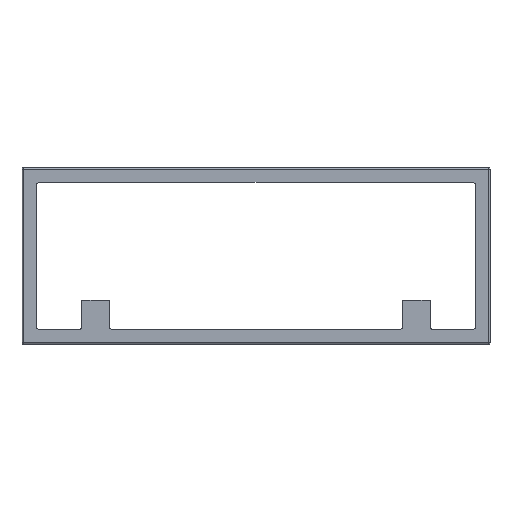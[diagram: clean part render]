
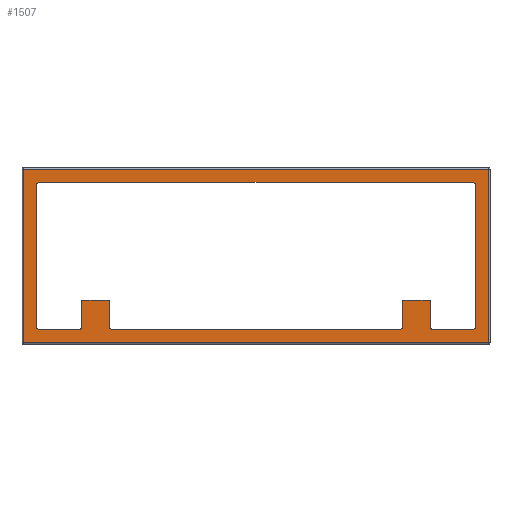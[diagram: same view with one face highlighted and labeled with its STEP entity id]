
A CAD part, top view. The second image highlights one B-rep face of the part: STEP entity #1507.
In plain terms, the highlighted planar face has unit normal (0, 0, 1).
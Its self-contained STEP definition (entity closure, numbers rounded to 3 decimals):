
#15=FACE_BOUND('',#472,.T.);
#27=PLANE('',#1615);
#73=LINE('',#2326,#201);
#77=LINE('',#2342,#205);
#79=LINE('',#2345,#207);
#81=LINE('',#2348,#209);
#85=LINE('',#2357,#213);
#86=LINE('',#2359,#214);
#87=LINE('',#2361,#215);
#88=LINE('',#2365,#216);
#89=LINE('',#2369,#217);
#90=LINE('',#2371,#218);
#91=LINE('',#2373,#219);
#92=LINE('',#2377,#220);
#93=LINE('',#2381,#221);
#94=LINE('',#2385,#222);
#95=LINE('',#2389,#223);
#96=LINE('',#2393,#224);
#201=VECTOR('',#1821,10.);
#205=VECTOR('',#1839,10.);
#207=VECTOR('',#1843,10.);
#209=VECTOR('',#1847,10.);
#213=VECTOR('',#1857,10.);
#214=VECTOR('',#1858,10.);
#215=VECTOR('',#1859,10.);
#216=VECTOR('',#1862,10.);
#217=VECTOR('',#1865,10.);
#218=VECTOR('',#1866,10.);
#219=VECTOR('',#1867,10.);
#220=VECTOR('',#1870,10.);
#221=VECTOR('',#1873,10.);
#222=VECTOR('',#1876,10.);
#223=VECTOR('',#1879,10.);
#224=VECTOR('',#1882,10.);
#381=FACE_OUTER_BOUND('',#471,.T.);
#471=EDGE_LOOP('',(#1085,#1086,#1087,#1088));
#472=EDGE_LOOP('',(#1089,#1090,#1091,#1092,#1093,#1094,#1095,#1096,#1097,
#1098,#1099,#1100,#1101,#1102,#1103,#1104,#1105,#1106,#1107,#1108));
#573=CIRCLE('',#1616,2.);
#574=CIRCLE('',#1617,2.);
#575=CIRCLE('',#1618,2.);
#576=CIRCLE('',#1619,2.);
#577=CIRCLE('',#1620,2.);
#578=CIRCLE('',#1621,2.);
#579=CIRCLE('',#1622,2.);
#580=CIRCLE('',#1623,2.);
#658=VERTEX_POINT('',#2288);
#663=VERTEX_POINT('',#2301);
#668=VERTEX_POINT('',#2314);
#673=VERTEX_POINT('',#2330);
#677=VERTEX_POINT('',#2355);
#678=VERTEX_POINT('',#2356);
#679=VERTEX_POINT('',#2358);
#680=VERTEX_POINT('',#2360);
#681=VERTEX_POINT('',#2362);
#682=VERTEX_POINT('',#2364);
#683=VERTEX_POINT('',#2366);
#684=VERTEX_POINT('',#2368);
#685=VERTEX_POINT('',#2370);
#686=VERTEX_POINT('',#2372);
#687=VERTEX_POINT('',#2374);
#688=VERTEX_POINT('',#2376);
#689=VERTEX_POINT('',#2378);
#690=VERTEX_POINT('',#2380);
#691=VERTEX_POINT('',#2382);
#692=VERTEX_POINT('',#2384);
#693=VERTEX_POINT('',#2386);
#694=VERTEX_POINT('',#2388);
#695=VERTEX_POINT('',#2390);
#696=VERTEX_POINT('',#2392);
#823=EDGE_CURVE('',#658,#668,#73,.T.);
#831=EDGE_CURVE('',#668,#673,#77,.T.);
#833=EDGE_CURVE('',#673,#663,#79,.T.);
#835=EDGE_CURVE('',#663,#658,#81,.T.);
#839=EDGE_CURVE('',#677,#678,#85,.T.);
#840=EDGE_CURVE('',#678,#679,#86,.T.);
#841=EDGE_CURVE('',#679,#680,#87,.T.);
#842=EDGE_CURVE('',#680,#681,#573,.T.);
#843=EDGE_CURVE('',#681,#682,#88,.T.);
#844=EDGE_CURVE('',#682,#683,#574,.T.);
#845=EDGE_CURVE('',#683,#684,#89,.T.);
#846=EDGE_CURVE('',#684,#685,#90,.T.);
#847=EDGE_CURVE('',#685,#686,#91,.T.);
#848=EDGE_CURVE('',#686,#687,#575,.T.);
#849=EDGE_CURVE('',#687,#688,#92,.T.);
#850=EDGE_CURVE('',#688,#689,#576,.T.);
#851=EDGE_CURVE('',#689,#690,#93,.T.);
#852=EDGE_CURVE('',#690,#691,#577,.T.);
#853=EDGE_CURVE('',#691,#692,#94,.T.);
#854=EDGE_CURVE('',#692,#693,#578,.T.);
#855=EDGE_CURVE('',#693,#694,#95,.T.);
#856=EDGE_CURVE('',#694,#695,#579,.T.);
#857=EDGE_CURVE('',#695,#696,#96,.T.);
#858=EDGE_CURVE('',#696,#677,#580,.T.);
#1085=ORIENTED_EDGE('',*,*,#823,.F.);
#1086=ORIENTED_EDGE('',*,*,#835,.F.);
#1087=ORIENTED_EDGE('',*,*,#833,.F.);
#1088=ORIENTED_EDGE('',*,*,#831,.F.);
#1089=ORIENTED_EDGE('',*,*,#839,.T.);
#1090=ORIENTED_EDGE('',*,*,#840,.T.);
#1091=ORIENTED_EDGE('',*,*,#841,.T.);
#1092=ORIENTED_EDGE('',*,*,#842,.T.);
#1093=ORIENTED_EDGE('',*,*,#843,.T.);
#1094=ORIENTED_EDGE('',*,*,#844,.T.);
#1095=ORIENTED_EDGE('',*,*,#845,.T.);
#1096=ORIENTED_EDGE('',*,*,#846,.T.);
#1097=ORIENTED_EDGE('',*,*,#847,.T.);
#1098=ORIENTED_EDGE('',*,*,#848,.T.);
#1099=ORIENTED_EDGE('',*,*,#849,.T.);
#1100=ORIENTED_EDGE('',*,*,#850,.T.);
#1101=ORIENTED_EDGE('',*,*,#851,.T.);
#1102=ORIENTED_EDGE('',*,*,#852,.T.);
#1103=ORIENTED_EDGE('',*,*,#853,.T.);
#1104=ORIENTED_EDGE('',*,*,#854,.T.);
#1105=ORIENTED_EDGE('',*,*,#855,.T.);
#1106=ORIENTED_EDGE('',*,*,#856,.T.);
#1107=ORIENTED_EDGE('',*,*,#857,.T.);
#1108=ORIENTED_EDGE('',*,*,#858,.T.);
#1507=ADVANCED_FACE('',(#381,#15),#27,.T.);
#1615=AXIS2_PLACEMENT_3D('',#2354,#1855,#1856);
#1616=AXIS2_PLACEMENT_3D('',#2363,#1860,#1861);
#1617=AXIS2_PLACEMENT_3D('',#2367,#1863,#1864);
#1618=AXIS2_PLACEMENT_3D('',#2375,#1868,#1869);
#1619=AXIS2_PLACEMENT_3D('',#2379,#1871,#1872);
#1620=AXIS2_PLACEMENT_3D('',#2383,#1874,#1875);
#1621=AXIS2_PLACEMENT_3D('',#2387,#1877,#1878);
#1622=AXIS2_PLACEMENT_3D('',#2391,#1880,#1881);
#1623=AXIS2_PLACEMENT_3D('',#2394,#1883,#1884);
#1821=DIRECTION('',(1.,0.,0.));
#1839=DIRECTION('',(0.,-1.,0.));
#1843=DIRECTION('',(-1.,0.,0.));
#1847=DIRECTION('',(0.,1.,0.));
#1855=DIRECTION('center_axis',(0.,0.,1.));
#1856=DIRECTION('ref_axis',(1.,0.,0.));
#1857=DIRECTION('',(0.,1.,0.));
#1858=DIRECTION('',(-1.,0.,0.));
#1859=DIRECTION('',(0.,-1.,0.));
#1860=DIRECTION('center_axis',(0.,0.,-1.));
#1861=DIRECTION('ref_axis',(0.707,-0.707,0.));
#1862=DIRECTION('',(-1.,0.,0.));
#1863=DIRECTION('center_axis',(0.,0.,-1.));
#1864=DIRECTION('ref_axis',(-0.707,-0.707,0.));
#1865=DIRECTION('',(0.,1.,0.));
#1866=DIRECTION('',(-1.,0.,0.));
#1867=DIRECTION('',(0.,-1.,0.));
#1868=DIRECTION('center_axis',(0.,0.,-1.));
#1869=DIRECTION('ref_axis',(0.707,-0.707,0.));
#1870=DIRECTION('',(-1.,0.,0.));
#1871=DIRECTION('center_axis',(0.,0.,-1.));
#1872=DIRECTION('ref_axis',(-0.707,-0.707,0.));
#1873=DIRECTION('',(0.,1.,0.));
#1874=DIRECTION('center_axis',(0.,0.,-1.));
#1875=DIRECTION('ref_axis',(-0.707,0.707,0.));
#1876=DIRECTION('',(1.,0.,0.));
#1877=DIRECTION('center_axis',(0.,0.,-1.));
#1878=DIRECTION('ref_axis',(0.707,0.707,0.));
#1879=DIRECTION('',(0.,-1.,0.));
#1880=DIRECTION('center_axis',(0.,0.,-1.));
#1881=DIRECTION('ref_axis',(0.707,-0.707,0.));
#1882=DIRECTION('',(-1.,0.,0.));
#1883=DIRECTION('center_axis',(0.,0.,-1.));
#1884=DIRECTION('ref_axis',(-0.707,-0.707,0.));
#2288=CARTESIAN_POINT('',(-9.,9.,9.2));
#2301=CARTESIAN_POINT('',(-9.,-104.25,9.2));
#2314=CARTESIAN_POINT('',(294.75,9.,9.2));
#2326=CARTESIAN_POINT('',(271.7,9.,9.2));
#2330=CARTESIAN_POINT('',(294.75,-104.25,9.2));
#2342=CARTESIAN_POINT('',(294.75,-95.488,9.2));
#2345=CARTESIAN_POINT('',(118.825,-104.25,9.2));
#2348=CARTESIAN_POINT('',(-9.,-37.863,9.2));
#2354=CARTESIAN_POINT('Origin',(247.65,-85.725,9.2));
#2355=CARTESIAN_POINT('',(256.7,-93.725,9.2));
#2356=CARTESIAN_POINT('',(256.7,-76.675,9.2));
#2357=CARTESIAN_POINT('',(256.7,-95.25,9.2));
#2358=CARTESIAN_POINT('',(238.6,-76.675,9.2));
#2359=CARTESIAN_POINT('',(251.913,-76.675,9.2));
#2360=CARTESIAN_POINT('',(238.6,-93.725,9.2));
#2361=CARTESIAN_POINT('',(238.6,-95.25,9.2));
#2362=CARTESIAN_POINT('',(236.6,-95.725,9.2));
#2363=CARTESIAN_POINT('Origin',(236.6,-93.725,9.2));
#2364=CARTESIAN_POINT('',(49.15,-95.725,9.2));
#2365=CARTESIAN_POINT('',(214.313,-95.725,9.2));
#2366=CARTESIAN_POINT('',(47.15,-93.725,9.2));
#2367=CARTESIAN_POINT('Origin',(49.15,-93.725,9.2));
#2368=CARTESIAN_POINT('',(47.15,-76.675,9.2));
#2369=CARTESIAN_POINT('',(47.15,-95.25,9.2));
#2370=CARTESIAN_POINT('',(29.05,-76.675,9.2));
#2371=CARTESIAN_POINT('',(147.138,-76.675,9.2));
#2372=CARTESIAN_POINT('',(29.05,-93.725,9.2));
#2373=CARTESIAN_POINT('',(29.05,-95.25,9.2));
#2374=CARTESIAN_POINT('',(27.05,-95.725,9.2));
#2375=CARTESIAN_POINT('Origin',(27.05,-93.725,9.2));
#2376=CARTESIAN_POINT('',(1.525,-95.725,9.2));
#2377=CARTESIAN_POINT('',(214.313,-95.725,9.2));
#2378=CARTESIAN_POINT('',(-0.475,-93.725,9.2));
#2379=CARTESIAN_POINT('Origin',(1.525,-93.725,9.2));
#2380=CARTESIAN_POINT('',(-0.475,-1.525,9.2));
#2381=CARTESIAN_POINT('',(-0.475,-71.438,9.2));
#2382=CARTESIAN_POINT('',(1.525,0.475,9.2));
#2383=CARTESIAN_POINT('Origin',(1.525,-1.525,9.2));
#2384=CARTESIAN_POINT('',(284.225,0.475,9.2));
#2385=CARTESIAN_POINT('',(214.313,0.475,9.2));
#2386=CARTESIAN_POINT('',(286.225,-1.525,9.2));
#2387=CARTESIAN_POINT('Origin',(284.225,-1.525,9.2));
#2388=CARTESIAN_POINT('',(286.225,-93.725,9.2));
#2389=CARTESIAN_POINT('',(286.225,-23.813,9.2));
#2390=CARTESIAN_POINT('',(284.225,-95.725,9.2));
#2391=CARTESIAN_POINT('Origin',(284.225,-93.725,9.2));
#2392=CARTESIAN_POINT('',(258.7,-95.725,9.2));
#2393=CARTESIAN_POINT('',(214.313,-95.725,9.2));
#2394=CARTESIAN_POINT('Origin',(258.7,-93.725,9.2));
